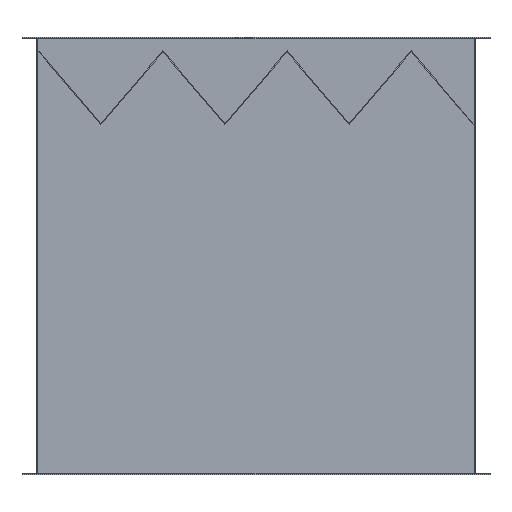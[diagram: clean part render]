
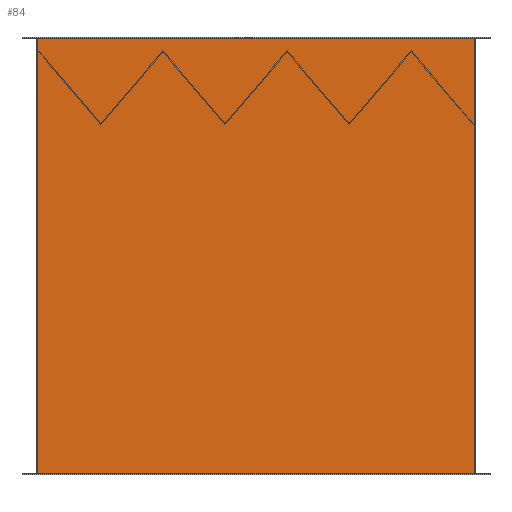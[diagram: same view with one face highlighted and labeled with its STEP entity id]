
A CAD part, front view. The second image highlights one B-rep face of the part: STEP entity #84.
In plain terms, the highlighted planar face has unit normal (0, -1, 0).
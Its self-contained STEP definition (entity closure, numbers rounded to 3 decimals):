
#79 = EDGE_CURVE ( 'NONE', #80, #592, #797, .T. ) ;
#80 = VERTEX_POINT ( 'NONE', #793 ) ;
#84 = ADVANCED_FACE ( 'NONE', ( #788 ), #787, .F. ) ;
#85 = EDGE_LOOP ( 'NONE', ( #86, #88, #89, #91 ) ) ;
#86 = ORIENTED_EDGE ( 'NONE', *, *, #87, .F. ) ;
#87 = EDGE_CURVE ( 'NONE', #610, #592, #785, .T. ) ;
#88 = ORIENTED_EDGE ( 'NONE', *, *, #607, .F. ) ;
#89 = ORIENTED_EDGE ( 'NONE', *, *, #90, .F. ) ;
#90 = EDGE_CURVE ( 'NONE', #80, #615, #778, .T. ) ;
#91 = ORIENTED_EDGE ( 'NONE', *, *, #79, .T. ) ;
#592 = VERTEX_POINT ( 'NONE', #1558 ) ;
#607 = EDGE_CURVE ( 'NONE', #615, #610, #1597, .T. ) ;
#610 = VERTEX_POINT ( 'NONE', #1587 ) ;
#615 = VERTEX_POINT ( 'NONE', #1581 ) ;
#775 = DIRECTION ( 'NONE',  ( 1., 0., 0. ) ) ;
#776 = VECTOR ( 'NONE', #775, 1000. ) ;
#777 = CARTESIAN_POINT ( 'NONE',  ( 300., -176., 299. ) ) ;
#778 = LINE ( 'NONE', #777, #776 ) ;
#779 = DIRECTION ( 'NONE',  ( -1., 0., 0. ) ) ;
#780 = VECTOR ( 'NONE', #779, 1000. ) ;
#781 = CARTESIAN_POINT ( 'NONE',  ( 300., -176., -299. ) ) ;
#782 = DIRECTION ( 'NONE',  ( -1., 0., 0. ) ) ;
#783 = DIRECTION ( 'NONE',  ( 0., 1., 0. ) ) ;
#784 = AXIS2_PLACEMENT_3D ( 'NONE', #786, #783, #782 ) ;
#785 = LINE ( 'NONE', #781, #780 ) ;
#786 = CARTESIAN_POINT ( 'NONE',  ( 300., -176., 300. ) ) ;
#787 = PLANE ( 'NONE',  #784 ) ;
#788 = FACE_OUTER_BOUND ( 'NONE', #85, .T. ) ;
#793 = CARTESIAN_POINT ( 'NONE',  ( -301., -176., 299. ) ) ;
#794 = DIRECTION ( 'NONE',  ( 0., 0., -1. ) ) ;
#795 = VECTOR ( 'NONE', #794, 1000. ) ;
#796 = CARTESIAN_POINT ( 'NONE',  ( -301., -176., 300. ) ) ;
#797 = LINE ( 'NONE', #796, #795 ) ;
#1558 = CARTESIAN_POINT ( 'NONE',  ( -301., -176., -299. ) ) ;
#1581 = CARTESIAN_POINT ( 'NONE',  ( 301., -176., 299. ) ) ;
#1587 = CARTESIAN_POINT ( 'NONE',  ( 301., -176., -299. ) ) ;
#1594 = DIRECTION ( 'NONE',  ( 0., 0., -1. ) ) ;
#1595 = VECTOR ( 'NONE', #1594, 1000. ) ;
#1596 = CARTESIAN_POINT ( 'NONE',  ( 301., -176., 300. ) ) ;
#1597 = LINE ( 'NONE', #1596, #1595 ) ;
